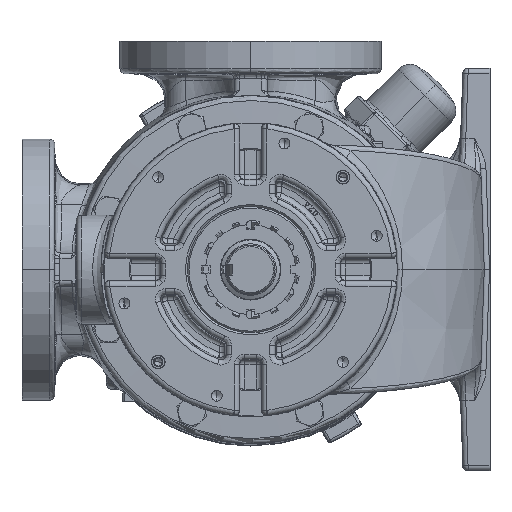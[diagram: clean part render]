
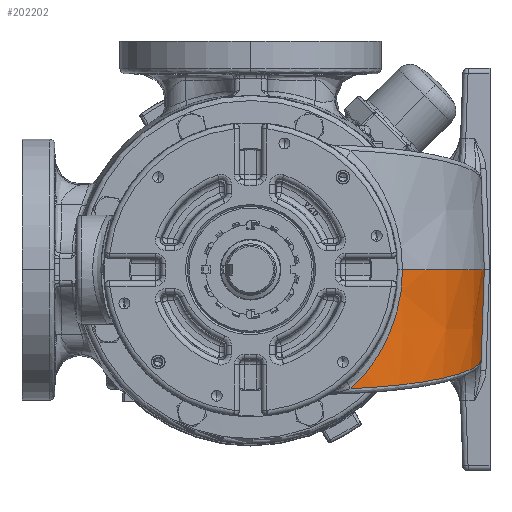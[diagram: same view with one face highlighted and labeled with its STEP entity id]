
A CAD part, left-side view. The second image highlights one B-rep face of the part: STEP entity #202202.
In plain terms, the highlighted conical face has half-angle 2 degrees and reference radius 100.076 mm.
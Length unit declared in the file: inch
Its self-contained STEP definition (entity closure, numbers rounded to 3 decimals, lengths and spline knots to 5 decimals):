
#3818 = EDGE_CURVE ( 'NONE', #114319, #60231, #207286, .T. ) ;
#3877 = DIRECTION ( 'NONE',  ( 1., 0., 0. ) ) ;
#4144 = AXIS2_PLACEMENT_3D ( 'NONE', #230837, #252742, #3877 ) ;
#13318 = CARTESIAN_POINT ( 'NONE',  ( -6.25897, -5.29467, -2.08033 ) ) ;
#14311 = CARTESIAN_POINT ( 'NONE',  ( -8.11662, -4.76335, -2.40727 ) ) ;
#14746 = CARTESIAN_POINT ( 'NONE',  ( -9.66305, -3.2299, -1.38437 ) ) ;
#15250 = CARTESIAN_POINT ( 'NONE',  ( -9.92015, -2.52178, -2.72462 ) ) ;
#15680 = EDGE_LOOP ( 'NONE', ( #90910, #277797, #185694, #236242 ) ) ;
#17236 = CARTESIAN_POINT ( 'NONE',  ( -6.15, -1.32346, 0. ) ) ;
#24662 = AXIS2_PLACEMENT_3D ( 'NONE', #17236, #175746, #40013 ) ;
#36142 = CARTESIAN_POINT ( 'NONE',  ( -6.42225, -5.28581, -2.10907 ) ) ;
#36400 = CARTESIAN_POINT ( 'NONE',  ( -9.56513, -3.4911, 0. ) ) ;
#36599 = CARTESIAN_POINT ( 'NONE',  ( -9.93045, -2.49109, -2.55625 ) ) ;
#37119 = CARTESIAN_POINT ( 'NONE',  ( -8.34567, -4.61886, -2.44757 ) ) ;
#37564 = CARTESIAN_POINT ( 'NONE',  ( -9.60901, -3.35103, -1.02314 ) ) ;
#40013 = DIRECTION ( 'NONE',  ( 1., 0., 0. ) ) ;
#58953 = CARTESIAN_POINT ( 'NONE',  ( -6.69229, -5.2574, -2.1566 ) ) ;
#59425 = CARTESIAN_POINT ( 'NONE',  ( -9.85671, -2.73548, -2.26717 ) ) ;
#59949 = CARTESIAN_POINT ( 'NONE',  ( -8.47938, -4.52473, -2.4711 ) ) ;
#60231 = VERTEX_POINT ( 'NONE', #151060 ) ;
#60405 = CARTESIAN_POINT ( 'NONE',  ( -9.58106, -3.41651, -0.7417 ) ) ;
#81871 = CARTESIAN_POINT ( 'NONE',  ( -7.01173, -5.19797, -2.21282 ) ) ;
#82323 = CARTESIAN_POINT ( 'NONE',  ( -9.7803, -2.9482, -1.95421 ) ) ;
#82840 = CARTESIAN_POINT ( 'NONE',  ( -8.73916, -4.3239, -2.51682 ) ) ;
#83281 = CARTESIAN_POINT ( 'NONE',  ( -9.57401, -3.43438, -0.6462 ) ) ;
#90706 = CARTESIAN_POINT ( 'NONE',  ( -6.15, -5.26346, -3.00599 ) ) ;
#90910 = ORIENTED_EDGE ( 'NONE', *, *, #159579, .F. ) ;
#104617 = CARTESIAN_POINT ( 'NONE',  ( -7.22183, -5.14269, -2.2498 ) ) ;
#105102 = CARTESIAN_POINT ( 'NONE',  ( -9.74307, -3.04128, -1.78715 ) ) ;
#105627 = CARTESIAN_POINT ( 'NONE',  ( -9.19258, -3.85844, -2.59661 ) ) ;
#106062 = CARTESIAN_POINT ( 'NONE',  ( -9.56656, -3.4549, -0.51779 ) ) ;
#113478 = DIRECTION ( 'NONE',  ( 0., 0.035, -0.999 ) ) ;
#114319 = VERTEX_POINT ( 'NONE', #246251 ) ;
#127353 = CARTESIAN_POINT ( 'NONE',  ( -7.37813, -5.09433, -2.2773 ) ) ;
#127793 = CARTESIAN_POINT ( 'NONE',  ( -9.7249, -3.08549, -1.70228 ) ) ;
#128318 = CARTESIAN_POINT ( 'NONE',  ( -9.56864, -3.31837, -2.66278 ) ) ;
#128760 = CARTESIAN_POINT ( 'NONE',  ( -9.55915, -3.48364, -0.25989 ) ) ;
#129558 = B_SPLINE_CURVE_WITH_KNOTS ( 'NONE', 3,
 ( #193716, #239329, #13318, #171884, #36142, #194699, #58953, #217466, #81871, #240334, #104617, #263179, #127353, #286005, #150079, #14311, #172851, #37119, #195653, #59949, #218451, #82840, #241316, #105627, #264134, #128318, #286975, #151035, #15250, #173807 ),
 .UNSPECIFIED., .F., .F.,
 ( 4, 2, 2, 2, 2, 2, 2, 2, 2, 2, 2, 2, 2, 2, 4 ),
 ( 0., 0.00422, 0.00843, 0.01686, 0.02529, 0.02951, 0.03372, 0.05059, 0.05902, 0.06323, 0.06745, 0.08431, 0.10117, 0.11803, 0.13489 ),
 .UNSPECIFIED. ) ;
#147070 = VECTOR ( 'NONE', #113478, 39.37008 ) ;
#148702 = CIRCLE ( 'NONE', #24662, 4.04497 ) ;
#150079 = CARTESIAN_POINT ( 'NONE',  ( -7.83226, -4.91779, -2.35722 ) ) ;
#150518 = CARTESIAN_POINT ( 'NONE',  ( -9.69579, -3.15443, -1.55905 ) ) ;
#150725 = B_SPLINE_CURVE_WITH_KNOTS ( 'NONE', 3,
 ( #239788, #262650, #36599, #195134, #59425, #217920, #82323, #240787, #105102, #263612, #127793, #286464, #150518, #14746, #173292, #37564, #196099, #60405, #218911, #83281, #241756, #106062, #264579, #128760, #287399, #151491 ),
 .UNSPECIFIED., .F., .F.,
 ( 4, 2, 2, 2, 2, 2, 2, 2, 2, 2, 2, 2, 4 ),
 ( 0., 0.00979, 0.01957, 0.02936, 0.03181, 0.03425, 0.03915, 0.04893, 0.05872, 0.06117, 0.06362, 0.06851, 0.0783 ),
 .UNSPECIFIED. ) ;
#151035 = CARTESIAN_POINT ( 'NONE',  ( -9.84846, -2.72822, -2.71201 ) ) ;
#151060 = CARTESIAN_POINT ( 'NONE',  ( -6.15, -5.29646, -2.06115 ) ) ;
#151491 = CARTESIAN_POINT ( 'NONE',  ( -9.56513, -3.4911, 0. ) ) ;
#159579 = EDGE_CURVE ( 'NONE', #60231, #196165, #129558, .T. ) ;
#171665 = EDGE_CURVE ( 'NONE', #114319, #242675, #148702, .T. ) ;
#171884 = CARTESIAN_POINT ( 'NONE',  ( -6.36783, -5.28951, -2.09949 ) ) ;
#172851 = CARTESIAN_POINT ( 'NONE',  ( -8.20944, -4.70795, -2.4236 ) ) ;
#173292 = CARTESIAN_POINT ( 'NONE',  ( -9.64321, -3.27422, -1.26557 ) ) ;
#173807 = CARTESIAN_POINT ( 'NONE',  ( -9.97489, -2.30769, -2.73426 ) ) ;
#175746 = DIRECTION ( 'NONE',  ( 0., 0., -1. ) ) ;
#176097 = CONICAL_SURFACE ( 'NONE', #4144, 3.94, 0.035 ) ;
#185694 = ORIENTED_EDGE ( 'NONE', *, *, #171665, .T. ) ;
#193716 = CARTESIAN_POINT ( 'NONE',  ( -6.15, -5.29646, -2.06115 ) ) ;
#194699 = CARTESIAN_POINT ( 'NONE',  ( -6.58476, -5.27141, -2.13767 ) ) ;
#195134 = CARTESIAN_POINT ( 'NONE',  ( -9.88197, -2.65765, -2.36617 ) ) ;
#195653 = CARTESIAN_POINT ( 'NONE',  ( -8.39058, -4.58816, -2.45548 ) ) ;
#196099 = CARTESIAN_POINT ( 'NONE',  ( -9.59465, -3.38352, -0.8995 ) ) ;
#196165 = VERTEX_POINT ( 'NONE', #226566 ) ;
#197445 = FACE_OUTER_BOUND ( 'NONE', #15680, .T. ) ;
#202202 = ADVANCED_FACE ( 'NONE', ( #197445 ), #176097, .T. ) ;
#207286 = LINE ( 'NONE', #90706, #147070 ) ;
#217466 = CARTESIAN_POINT ( 'NONE',  ( -6.90578, -5.22068, -2.19417 ) ) ;
#217920 = CARTESIAN_POINT ( 'NONE',  ( -9.80587, -2.88076, -2.06119 ) ) ;
#218451 = CARTESIAN_POINT ( 'NONE',  ( -8.52337, -4.49191, -2.47885 ) ) ;
#218911 = CARTESIAN_POINT ( 'NONE',  ( -9.57855, -3.42272, -0.70998 ) ) ;
#226566 = CARTESIAN_POINT ( 'NONE',  ( -9.97489, -2.30769, -2.73426 ) ) ;
#230837 = CARTESIAN_POINT ( 'NONE',  ( -6.15, -1.32346, -3.00599 ) ) ;
#236242 = ORIENTED_EDGE ( 'NONE', *, *, #252381, .F. ) ;
#239329 = CARTESIAN_POINT ( 'NONE',  ( -6.20451, -5.29612, -2.07074 ) ) ;
#239788 = CARTESIAN_POINT ( 'NONE',  ( -9.97489, -2.30769, -2.73426 ) ) ;
#240334 = CARTESIAN_POINT ( 'NONE',  ( -7.16945, -5.15734, -2.24058 ) ) ;
#240787 = CARTESIAN_POINT ( 'NONE',  ( -9.74924, -3.02602, -1.81524 ) ) ;
#241316 = CARTESIAN_POINT ( 'NONE',  ( -8.89874, -4.1769, -2.5449 ) ) ;
#241756 = CARTESIAN_POINT ( 'NONE',  ( -9.57196, -3.43982, -0.61411 ) ) ;
#242675 = VERTEX_POINT ( 'NONE', #36400 ) ;
#246251 = CARTESIAN_POINT ( 'NONE',  ( -6.15, -5.36843, 0. ) ) ;
#252381 = EDGE_CURVE ( 'NONE', #196165, #242675, #150725, .T. ) ;
#252742 = DIRECTION ( 'NONE',  ( 0., 0., 1. ) ) ;
#262650 = CARTESIAN_POINT ( 'NONE',  ( -9.95366, -2.40237, -2.64732 ) ) ;
#263179 = CARTESIAN_POINT ( 'NONE',  ( -7.32618, -5.11119, -2.26816 ) ) ;
#263612 = CARTESIAN_POINT ( 'NONE',  ( -9.7309, -3.07102, -1.73067 ) ) ;
#264134 = CARTESIAN_POINT ( 'NONE',  ( -9.32689, -3.68691, -2.62024 ) ) ;
#264579 = CARTESIAN_POINT ( 'NONE',  ( -9.56395, -3.46331, -0.45343 ) ) ;
#277797 = ORIENTED_EDGE ( 'NONE', *, *, #3818, .F. ) ;
#286005 = CARTESIAN_POINT ( 'NONE',  ( -7.63487, -5.00513, -2.32249 ) ) ;
#286464 = CARTESIAN_POINT ( 'NONE',  ( -9.7072, -3.12778, -1.61669 ) ) ;
#286975 = CARTESIAN_POINT ( 'NONE',  ( -9.67271, -3.12652, -2.68109 ) ) ;
#287399 = CARTESIAN_POINT ( 'NONE',  ( -9.56002, -3.49066, -0.13025 ) ) ;
